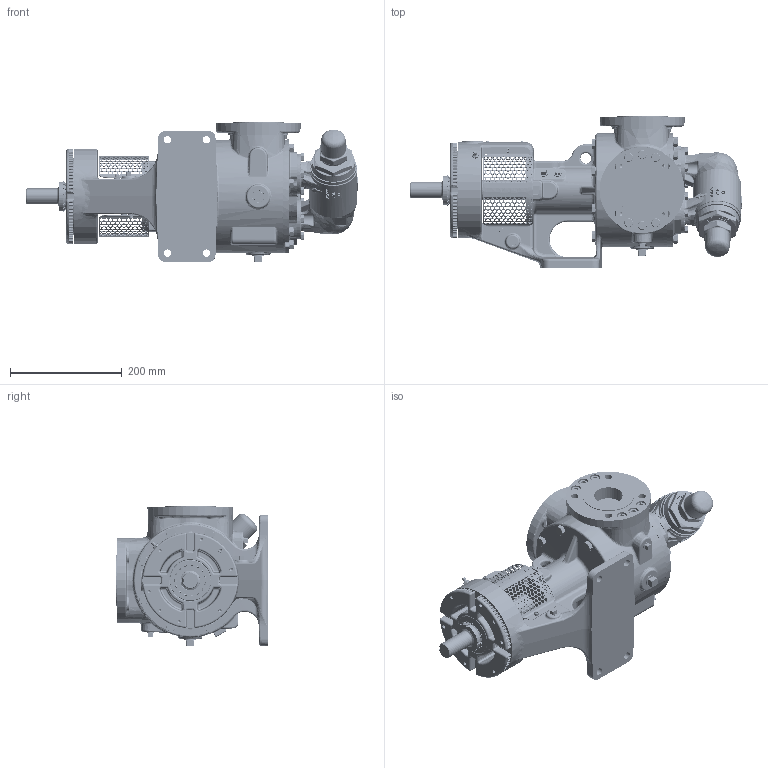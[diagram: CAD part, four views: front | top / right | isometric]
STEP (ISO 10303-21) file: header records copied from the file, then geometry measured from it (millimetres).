
FILE_DESCRIPTION (( 'STEP AP214' ), '1' );
FILE_NAME ('KV-2634.STEP', '2024-02-12T16:35:28', ( '' ), ( '' ), 'SwSTEP 2.0', 'SolidWorks 2022', '' );
FILE_SCHEMA (( 'AUTOMOTIVE_DESIGN' ));
Length unit declared in the file: millimetre
Products named in the file (1): KV-2634
Bounding box: 594.87 x 273.05 x 250.82 mm (x, y, z)
Volume: 10002455.6 mm3; surface area: 700076.8 mm2
Topology: 1 solids, 1 shells, 8694 faces, 22848 edges, 14336 vertices
Faces by surface type: bspline 3742, plane 2771, cone 940, cylinder 875, torus 215, sphere 151
Entity records: 454061 total; most frequent: CARTESIAN_POINT 203687, ORIENTED_EDGE 45370, DIRECTION 29178, EDGE_CURVE 22685, VERTEX_POINT 14317, AXIS2_PLACEMENT_3D 10657, EDGE_LOOP 9886, B_SPLINE_CURVE_WITH_KNOTS 8705
